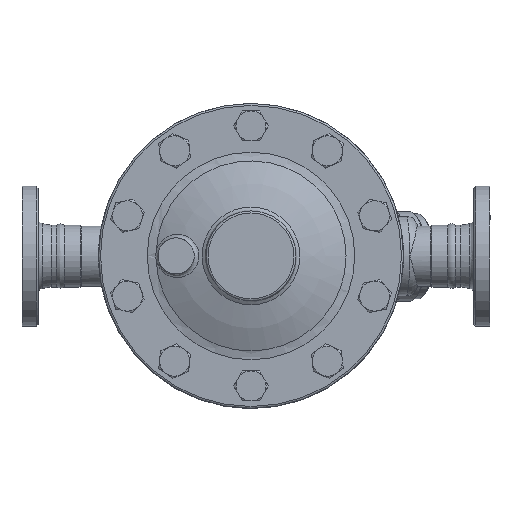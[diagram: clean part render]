
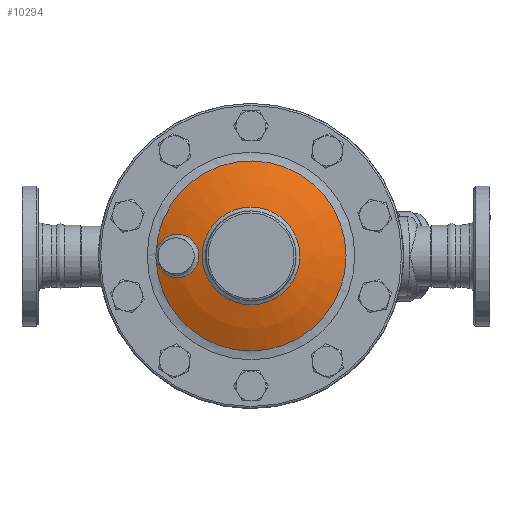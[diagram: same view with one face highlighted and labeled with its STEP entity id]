
A CAD part, top view. The second image highlights one B-rep face of the part: STEP entity #10294.
In plain terms, the highlighted spherical face has radius 218 mm.
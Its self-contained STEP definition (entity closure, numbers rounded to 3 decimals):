
#9049=CARTESIAN_POINT('',(-94.957,3.557,35.));
#9050=VERTEX_POINT('',#9049);
#9066=CARTESIAN_POINT('',(-94.957,-3.557,35.));
#9067=VERTEX_POINT('',#9066);
#9068=CARTESIAN_POINT('',(0.0,0.0,35.0));
#9069=DIRECTION('',(0.0,0.0,-1.0));
#9070=DIRECTION('',(0.0,1.0,0.0));
#9071=AXIS2_PLACEMENT_3D('',#9068,#9069,#9070);
#9072=CIRCLE('',#9071,95.024);
#9073=EDGE_CURVE('',#9050,#9067,#9072,.T.);
#9965=CARTESIAN_POINT('',(-94.957,-3.557,35.));
#9966=CARTESIAN_POINT('',(-94.932,-3.711,35.01));
#9967=CARTESIAN_POINT('',(-94.85,-4.17,35.04));
#9968=CARTESIAN_POINT('',(-94.41,-6.253,35.205));
#9969=CARTESIAN_POINT('',(-93.518,-8.722,35.54));
#9970=CARTESIAN_POINT('',(-92.332,-10.87,35.983));
#9971=CARTESIAN_POINT('',(-91.684,-11.905,36.225));
#9972=CARTESIAN_POINT('',(-91.106,-12.746,36.44));
#9973=CARTESIAN_POINT('',(-90.108,-14.035,36.812));
#9974=CARTESIAN_POINT('',(-89.006,-15.232,37.222));
#9975=CARTESIAN_POINT('',(-87.819,-16.322,37.662));
#9976=CARTESIAN_POINT('',(-87.097,-16.914,37.929));
#9977=CARTESIAN_POINT('',(-86.359,-17.476,38.202));
#9978=CARTESIAN_POINT('',(-85.491,-18.087,38.522));
#9979=CARTESIAN_POINT('',(-83.792,-19.126,39.148));
#9980=CARTESIAN_POINT('',(-81.866,-20.028,39.855));
#9981=CARTESIAN_POINT('',(-80.186,-20.601,40.469));
#9982=CARTESIAN_POINT('',(-79.179,-20.889,40.836));
#9983=CARTESIAN_POINT('',(-77.662,-21.264,41.389));
#9984=CARTESIAN_POINT('',(-75.26,-21.62,42.261));
#9985=CARTESIAN_POINT('',(-72.629,-21.624,43.211));
#9986=CARTESIAN_POINT('',(-70.937,-21.441,43.818));
#9987=CARTESIAN_POINT('',(-69.907,-21.282,44.188));
#9988=CARTESIAN_POINT('',(-68.37,-20.988,44.739));
#9989=CARTESIAN_POINT('',(-65.962,-20.274,45.599));
#9990=CARTESIAN_POINT('',(-63.673,-19.207,46.412));
#9991=CARTESIAN_POINT('',(-62.308,-18.394,46.895));
#9992=CARTESIAN_POINT('',(-61.418,-17.818,47.21));
#9993=CARTESIAN_POINT('',(-60.005,-16.81,47.709));
#9994=CARTESIAN_POINT('',(-58.394,-15.365,48.276));
#9995=CARTESIAN_POINT('',(-56.955,-13.744,48.781));
#9996=CARTESIAN_POINT('',(-55.644,-12.026,49.241));
#9997=CARTESIAN_POINT('',(-54.231,-9.662,49.735));
#9998=CARTESIAN_POINT('',(-53.27,-7.288,50.07));
#9999=CARTESIAN_POINT('',(-52.806,-5.705,50.231));
#10000=CARTESIAN_POINT('',(-52.57,-4.767,50.313));
#10001=CARTESIAN_POINT('',(-52.416,-4.019,50.367));
#10002=CARTESIAN_POINT('',(-52.142,-2.373,50.462));
#10003=CARTESIAN_POINT('',(-51.959,0.004,50.526));
#10004=CARTESIAN_POINT('',(-52.151,2.486,50.459));
#10005=CARTESIAN_POINT('',(-52.533,4.676,50.326));
#10006=CARTESIAN_POINT('',(-52.948,6.297,50.182));
#10007=CARTESIAN_POINT('',(-53.536,7.924,49.977));
#10008=CARTESIAN_POINT('',(-53.973,8.933,49.825));
#10009=CARTESIAN_POINT('',(-54.445,9.919,49.66));
#10010=CARTESIAN_POINT('',(-55.001,10.94,49.465));
#10011=CARTESIAN_POINT('',(-55.588,11.865,49.26));
#10012=CARTESIAN_POINT('',(-56.287,12.878,49.016));
#10013=CARTESIAN_POINT('',(-57.04,13.849,48.751));
#10014=CARTESIAN_POINT('',(-58.499,15.458,48.239));
#10015=CARTESIAN_POINT('',(-60.19,16.977,47.644));
#10016=CARTESIAN_POINT('',(-61.958,18.193,47.019));
#10017=CARTESIAN_POINT('',(-63.494,19.089,46.475));
#10018=CARTESIAN_POINT('',(-65.643,20.152,45.712));
#10019=CARTESIAN_POINT('',(-67.7,20.817,44.979));
#10020=CARTESIAN_POINT('',(-69.327,21.168,44.396));
#10021=CARTESIAN_POINT('',(-70.358,21.371,44.027));
#10022=CARTESIAN_POINT('',(-71.86,21.56,43.487));
#10023=CARTESIAN_POINT('',(-73.696,21.623,42.825));
#10024=CARTESIAN_POINT('',(-75.261,21.562,42.26));
#10025=CARTESIAN_POINT('',(-76.811,21.39,41.698));
#10026=CARTESIAN_POINT('',(-78.874,21.008,40.948));
#10027=CARTESIAN_POINT('',(-80.895,20.4,40.21));
#10028=CARTESIAN_POINT('',(-82.836,19.574,39.499));
#10029=CARTESIAN_POINT('',(-84.704,18.613,38.812));
#10030=CARTESIAN_POINT('',(-86.707,17.288,38.074));
#10031=CARTESIAN_POINT('',(-88.507,15.724,37.407));
#10032=CARTESIAN_POINT('',(-89.624,14.561,36.992));
#10033=CARTESIAN_POINT('',(-90.672,13.338,36.602));
#10034=CARTESIAN_POINT('',(-91.818,11.773,36.175));
#10035=CARTESIAN_POINT('',(-92.889,9.895,35.775));
#10036=CARTESIAN_POINT('',(-93.568,8.393,35.521));
#10037=CARTESIAN_POINT('',(-94.159,6.861,35.3));
#10038=CARTESIAN_POINT('',(-94.621,5.312,35.126));
#10039=CARTESIAN_POINT('',(-94.879,4.026,35.029));
#10040=CARTESIAN_POINT('',(-94.957,3.557,35.));
#10041=B_SPLINE_CURVE_WITH_KNOTS('',3,(#9965,#9966,#9967,#9968,#9969,#9970,#9971,#9972,#9973,#9974,#9975,#9976,#9977,#9978,#9979,#9980,#9981,#9982,#9983,#9984,#9985,#9986,#9987,#9988,#9989,#9990,#9991,#9992,#9993,#9994,#9995,#9996,#9997,#9998,#9999,#10000,#10001,#10002,#10003,#10004,#10005,#10006,#10007,#10008,#10009,#10010,#10011,#10012,#10013,#10014,#10015,#10016,#10017,#10018,#10019,#10020,#10021,#10022,#10023,#10024,#10025,#10026,#10027,#10028,#10029,#10030,#10031,#10032,#10033,#10034,#10035,#10036,#10037,#10038,#10039,#10040),.UNSPECIFIED.,.F.,.U.,(4,1,1,1,1,1,1,1,1,1,1,1,1,1,1,1,1,1,1,1,1,1,1,1,1,1,1,1,1,1,1,1,1,1,1,1,1,1,1,1,1,1,1,1,1,1,1,1,1,1,1,1,1,1,1,1,1,1,1,1,1,1,1,1,1,1,1,1,1,1,1,1,1,4),(-10.92,-10.882,-10.807,-10.407,-10.257,-10.207,-10.107,-10.006,-9.806,-9.706,-9.606,-9.573,-9.473,-9.339,-9.073,-8.939,-8.889,-8.806,-8.539,-8.272,-8.139,-8.105,-8.005,-7.738,-7.472,-7.371,-7.338,-7.205,-6.938,-6.804,-6.671,-6.404,-6.137,-6.054,-6.004,-5.904,-5.87,-5.604,-5.337,-5.27,-5.07,-4.937,-4.853,-4.803,-4.67,-4.57,-4.536,-4.369,-4.269,-4.003,-3.802,-3.736,-3.558,-3.202,-3.185,-3.135,-2.935,-2.802,-2.668,-2.535,-2.402,-2.135,-2.001,-1.868,-1.601,-1.401,-1.276,-1.201,-1.001,-0.801,-0.675,-0.6,-0.4,-0.286),.UNSPECIFIED.);
#10042=EDGE_CURVE('',#9067,#9050,#10041,.T.);
#10270=CARTESIAN_POINT('',(48.879,0.,51.25));
#10271=VERTEX_POINT('',#10270);
#10272=CARTESIAN_POINT('',(0.0,0.0,51.25));
#10273=DIRECTION('',(0.0,0.0,1.0));
#10274=DIRECTION('',(-1.0,0.0,0.0));
#10275=AXIS2_PLACEMENT_3D('',#10272,#10273,#10274);
#10276=CIRCLE('',#10275,48.879);
#10277=EDGE_CURVE('',#10271,#10271,#10276,.T.);
#10282=CARTESIAN_POINT('',(0.0,0.0,-161.2));
#10283=DIRECTION('',(0.0,0.0,1.0));
#10284=DIRECTION('',(1.0,0.0,0.0));
#10285=AXIS2_PLACEMENT_3D('',#10282,#10283,#10284);
#10286=SPHERICAL_SURFACE('',#10285,218.);
#10287=ORIENTED_EDGE('',*,*,#9073,.F.);
#10288=ORIENTED_EDGE('',*,*,#10042,.F.);
#10289=EDGE_LOOP('',(#10287,#10288));
#10290=FACE_OUTER_BOUND('',#10289,.T.);
#10291=ORIENTED_EDGE('',*,*,#10277,.F.);
#10292=EDGE_LOOP('',(#10291));
#10293=FACE_BOUND('',#10292,.T.);
#10294=ADVANCED_FACE('',(#10290,#10293),#10286,.T.);
